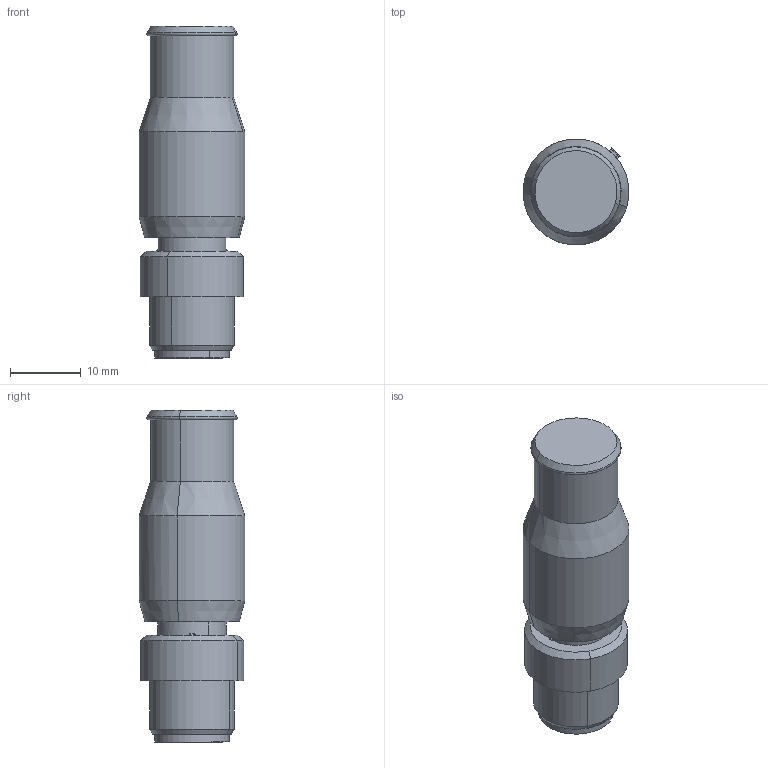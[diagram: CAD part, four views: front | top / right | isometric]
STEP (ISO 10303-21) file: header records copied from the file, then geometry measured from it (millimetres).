
FILE_DESCRIPTION(('CATIA V5 STEP Exchange','CAx-IF Rec.Pracs.--- Model Styling and Organization---1.5--- 2016-08-15','CAx-IF Rec.Pracs.---Supplemental Geometry---1.0---2011-11-01','CAx-IF Rec.Pracs.--- Composite Materials ---1.1---2010-07-15'),'2;1');
FILE_NAME ('2098953-4_0', '2025-11-10T11:27:31+00:00', ('none'), ('Weidmueller'), 'CATIA Version 5-6 Release 2024 SP4', 'CATIA V5 STEP AP214 v3', 'none');
FILE_SCHEMA(('AUTOMOTIVE_DESIGN { 1 0 10303 214 1 1 1 1 }'));
Length unit declared in the file: millimetre
Products named in the file (1): 3108010000
Bounding box: 14.98 x 14.98 x 47 mm (x, y, z)
Volume: 5975.3 mm3; surface area: 4135.9 mm2
Topology: 1 solids, 24 shells, 315 faces, 719 edges, 453 vertices
Faces by surface type: cylinder 160, plane 69, cone 38, torus 38, sphere 10
Entity records: 8228 total; most frequent: CARTESIAN_POINT 1640, ORIENTED_EDGE 1418, DIRECTION 974, EDGE_CURVE 709, AXIS2_PLACEMENT_3D 589, VERTEX_POINT 453, CIRCLE 427, EDGE_LOOP 368
